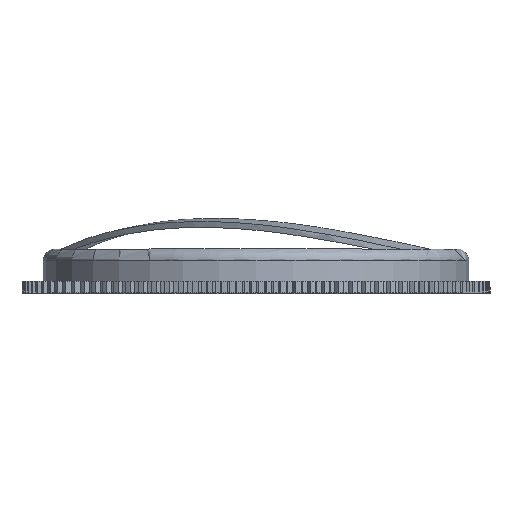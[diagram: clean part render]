
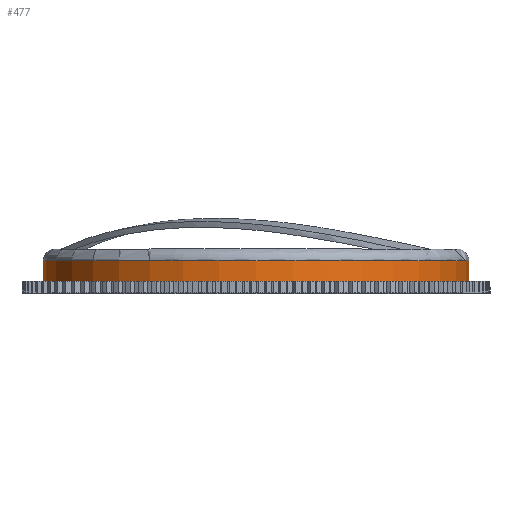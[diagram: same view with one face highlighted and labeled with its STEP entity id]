
A CAD part, top view. The second image highlights one B-rep face of the part: STEP entity #477.
In plain terms, the highlighted cylindrical face has radius 36.375 mm (diameter 72.75 mm), a partial arc.
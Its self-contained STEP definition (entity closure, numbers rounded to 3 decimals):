
#1=CARTESIAN_POINT('',(0.,0.,0.));
#2=DIRECTION('',(0.,-1.,0.));
#3=DIRECTION('',(1.,0.,0.));
#4=AXIS2_PLACEMENT_3D('',#1,#2,#3);
#6=DIRECTION('',(0.,1.,0.));
#7=VECTOR('',#6,3.5);
#8=CARTESIAN_POINT('',(36.375,0.,0.));
#9=LINE('',#8,#7);
#10=DIRECTION('',(0.,1.,0.));
#11=VECTOR('',#10,3.5);
#12=CARTESIAN_POINT('',(-36.375,0.,0.));
#13=LINE('',#12,#11);
#53=CARTESIAN_POINT('',(0.,3.5,0.));
#54=DIRECTION('',(0.,-1.,0.));
#55=DIRECTION('',(1.,0.,0.));
#56=AXIS2_PLACEMENT_3D('',#53,#54,#55);
#414=CARTESIAN_POINT('',(36.375,0.,0.));
#415=CARTESIAN_POINT('',(36.375,3.5,0.));
#416=VERTEX_POINT('',#414);
#417=VERTEX_POINT('',#415);
#422=CARTESIAN_POINT('',(-36.375,0.,0.));
#423=CARTESIAN_POINT('',(-36.375,3.5,0.));
#424=VERTEX_POINT('',#422);
#425=VERTEX_POINT('',#423);
#462=CARTESIAN_POINT('',(0.,12.075,0.));
#463=DIRECTION('',(0.,-1.,0.));
#464=DIRECTION('',(-1.,0.,0.));
#465=AXIS2_PLACEMENT_3D('',#462,#463,#464);
#466=CYLINDRICAL_SURFACE('',#465,36.375);
#468=ORIENTED_EDGE('',*,*,#467,.F.);
#470=ORIENTED_EDGE('',*,*,#469,.T.);
#472=ORIENTED_EDGE('',*,*,#471,.T.);
#474=ORIENTED_EDGE('',*,*,#473,.F.);
#475=EDGE_LOOP('',(#468,#470,#472,#474));
#476=FACE_OUTER_BOUND('',#475,.F.);
#477=ADVANCED_FACE('',(#476),#466,.T.);
#5=CIRCLE('',#4,36.375);
#57=CIRCLE('',#56,36.375);
#467=EDGE_CURVE('',#416,#417,#9,.T.);
#469=EDGE_CURVE('',#416,#424,#5,.T.);
#471=EDGE_CURVE('',#424,#425,#13,.T.);
#473=EDGE_CURVE('',#417,#425,#57,.T.);
